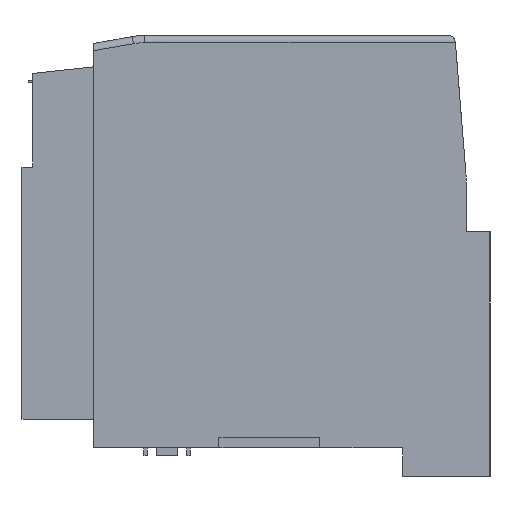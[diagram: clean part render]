
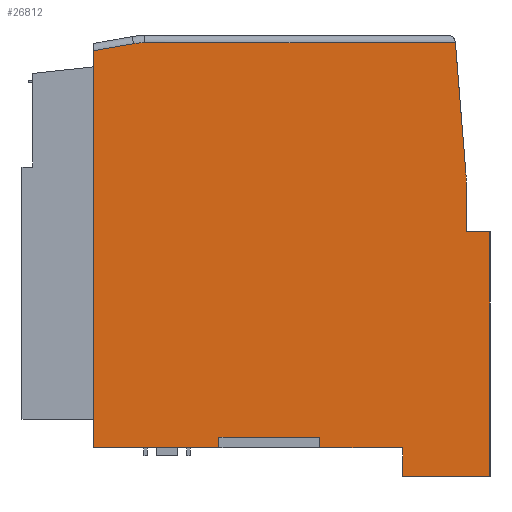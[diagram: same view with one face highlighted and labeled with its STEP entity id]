
A CAD part, left-side view. The second image highlights one B-rep face of the part: STEP entity #26812.
In plain terms, the highlighted planar face has unit normal (-1, 0, 0).
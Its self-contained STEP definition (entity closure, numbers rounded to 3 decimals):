
#343 = VECTOR ( 'NONE', #28818, 1000. ) ;
#349 = VERTEX_POINT ( 'NONE', #9190 ) ;
#485 = ORIENTED_EDGE ( 'NONE', *, *, #25285, .T. ) ;
#503 = DIRECTION ( 'NONE',  ( 0., 0., -1. ) ) ;
#840 = VECTOR ( 'NONE', #12140, 1000. ) ;
#1718 = VERTEX_POINT ( 'NONE', #22311 ) ;
#1940 = EDGE_CURVE ( 'NONE', #1718, #7712, #14831, .T. ) ;
#2077 = VECTOR ( 'NONE', #2702, 1000. ) ;
#2151 = VECTOR ( 'NONE', #11640, 1000. ) ;
#2569 = CARTESIAN_POINT ( 'NONE',  ( -44.35, 8.45, 1.5 ) ) ;
#2702 = DIRECTION ( 'NONE',  ( 0., 0., -1. ) ) ;
#2798 = ORIENTED_EDGE ( 'NONE', *, *, #18504, .F. ) ;
#2934 = CARTESIAN_POINT ( 'NONE',  ( -44.35, -17.09, -4. ) ) ;
#3215 = ORIENTED_EDGE ( 'NONE', *, *, #29446, .F. ) ;
#4170 = LINE ( 'NONE', #4401, #7560 ) ;
#4291 = VECTOR ( 'NONE', #19600, 1000. ) ;
#4401 = CARTESIAN_POINT ( 'NONE',  ( -44.35, -24.35, 57.35 ) ) ;
#5105 = VERTEX_POINT ( 'NONE', #24750 ) ;
#5125 = VERTEX_POINT ( 'NONE', #15259 ) ;
#7474 = ORIENTED_EDGE ( 'NONE', *, *, #17673, .F. ) ;
#7489 = CARTESIAN_POINT ( 'NONE',  ( -44.35, 25.95, 57.35 ) ) ;
#7496 = CARTESIAN_POINT ( 'NONE',  ( -44.35, 25.95, 0. ) ) ;
#7560 = VECTOR ( 'NONE', #25921, 1000. ) ;
#7632 = CARTESIAN_POINT ( 'NONE',  ( -44.35, -5.55, 1.5 ) ) ;
#7654 = CARTESIAN_POINT ( 'NONE',  ( -44.35, -25.95, 0. ) ) ;
#7712 = VERTEX_POINT ( 'NONE', #15648 ) ;
#7922 = DIRECTION ( 'NONE',  ( 0., 1., 0. ) ) ;
#8758 = DIRECTION ( 'NONE',  ( 1., 0., 0. ) ) ;
#8884 = EDGE_CURVE ( 'NONE', #26616, #20792, #17456, .T. ) ;
#9190 = CARTESIAN_POINT ( 'NONE',  ( -44.35, 8.45, 0. ) ) ;
#9277 = CARTESIAN_POINT ( 'NONE',  ( -44.35, -17.09, 0. ) ) ;
#9279 = CARTESIAN_POINT ( 'NONE',  ( -44.35, -25.95, 0. ) ) ;
#9716 = CARTESIAN_POINT ( 'NONE',  ( -44.35, -29.25, 30.05 ) ) ;
#9773 = EDGE_CURVE ( 'NONE', #5125, #25441, #21094, .T. ) ;
#9973 = ORIENTED_EDGE ( 'NONE', *, *, #8884, .T. ) ;
#10043 = EDGE_CURVE ( 'NONE', #29337, #1718, #11719, .T. ) ;
#10202 = ORIENTED_EDGE ( 'NONE', *, *, #14150, .T. ) ;
#10429 = LINE ( 'NONE', #9279, #16754 ) ;
#10653 = LINE ( 'NONE', #2934, #4291 ) ;
#10940 = EDGE_CURVE ( 'NONE', #14723, #14929, #25450, .T. ) ;
#10990 = CARTESIAN_POINT ( 'NONE',  ( -44.35, -5.95, 36.791 ) ) ;
#11640 = DIRECTION ( 'NONE',  ( 0., 1., 0. ) ) ;
#11719 = LINE ( 'NONE', #17424, #24427 ) ;
#12140 = DIRECTION ( 'NONE',  ( 0., 0., -1. ) ) ;
#12345 = ORIENTED_EDGE ( 'NONE', *, *, #13114, .T. ) ;
#12764 = VECTOR ( 'NONE', #14978, 1000. ) ;
#12820 = CARTESIAN_POINT ( 'NONE',  ( -44.35, 0., 1.5 ) ) ;
#12988 = VECTOR ( 'NONE', #29967, 1000. ) ;
#13063 = LINE ( 'NONE', #12820, #25760 ) ;
#13114 = EDGE_CURVE ( 'NONE', #13177, #16205, #16438, .T. ) ;
#13177 = VERTEX_POINT ( 'NONE', #24481 ) ;
#13390 = DIRECTION ( 'NONE',  ( 0., 0., -1. ) ) ;
#13729 = EDGE_CURVE ( 'NONE', #25441, #349, #15304, .T. ) ;
#14150 = EDGE_CURVE ( 'NONE', #17789, #5125, #20101, .T. ) ;
#14169 = ORIENTED_EDGE ( 'NONE', *, *, #10940, .F. ) ;
#14508 = DIRECTION ( 'NONE',  ( 0., 1., 0. ) ) ;
#14621 = VERTEX_POINT ( 'NONE', #9277 ) ;
#14723 = VERTEX_POINT ( 'NONE', #21470 ) ;
#14767 = DIRECTION ( 'NONE',  ( -1., 0., 0. ) ) ;
#14831 = LINE ( 'NONE', #21028, #2151 ) ;
#14929 = VERTEX_POINT ( 'NONE', #27314 ) ;
#14955 = FACE_OUTER_BOUND ( 'NONE', #22236, .T. ) ;
#14978 = DIRECTION ( 'NONE',  ( 0., 0., -1. ) ) ;
#15216 = ORIENTED_EDGE ( 'NONE', *, *, #29939, .T. ) ;
#15259 = CARTESIAN_POINT ( 'NONE',  ( -44.35, 25.95, 55.235 ) ) ;
#15304 = LINE ( 'NONE', #7654, #27267 ) ;
#15648 = CARTESIAN_POINT ( 'NONE',  ( -44.35, -17.09, -4. ) ) ;
#15680 = CARTESIAN_POINT ( 'NONE',  ( -44.35, -5.55, 1.5 ) ) ;
#15716 = VECTOR ( 'NONE', #19571, 1000. ) ;
#16205 = VERTEX_POINT ( 'NONE', #25370 ) ;
#16438 = LINE ( 'NONE', #17163, #15716 ) ;
#16754 = VECTOR ( 'NONE', #21044, 1000. ) ;
#16885 = CARTESIAN_POINT ( 'NONE',  ( -44.35, -24.773, 64.091 ) ) ;
#17163 = CARTESIAN_POINT ( 'NONE',  ( -44.35, -25.95, 56.35 ) ) ;
#17310 = ORIENTED_EDGE ( 'NONE', *, *, #23613, .T. ) ;
#17424 = CARTESIAN_POINT ( 'NONE',  ( -44.35, -29.25, 30.05 ) ) ;
#17456 = LINE ( 'NONE', #15680, #12988 ) ;
#17522 = AXIS2_PLACEMENT_3D ( 'NONE', #10990, #27715, #13390 ) ;
#17673 = EDGE_CURVE ( 'NONE', #7712, #14621, #10653, .T. ) ;
#17787 = ORIENTED_EDGE ( 'NONE', *, *, #24594, .T. ) ;
#17789 = VERTEX_POINT ( 'NONE', #20131 ) ;
#18504 = EDGE_CURVE ( 'NONE', #13177, #5105, #4170, .T. ) ;
#18602 = EDGE_CURVE ( 'NONE', #22970, #349, #26206, .T. ) ;
#18826 = VECTOR ( 'NONE', #14508, 1000. ) ;
#19171 = CARTESIAN_POINT ( 'NONE',  ( -44.35, -5.55, 0. ) ) ;
#19571 = DIRECTION ( 'NONE',  ( 0., 1., 0. ) ) ;
#19600 = DIRECTION ( 'NONE',  ( 0., 0., 1. ) ) ;
#19633 = DIRECTION ( 'NONE',  ( 0., 0., -1. ) ) ;
#20031 = ORIENTED_EDGE ( 'NONE', *, *, #9773, .T. ) ;
#20101 = LINE ( 'NONE', #16885, #343 ) ;
#20131 = CARTESIAN_POINT ( 'NONE',  ( -44.35, 20.332, 56.216 ) ) ;
#20325 = ORIENTED_EDGE ( 'NONE', *, *, #10043, .F. ) ;
#20451 = PLANE ( 'NONE',  #25169 ) ;
#20792 = VERTEX_POINT ( 'NONE', #19171 ) ;
#20801 = CARTESIAN_POINT ( 'NONE',  ( -44.35, 8.45, 1.5 ) ) ;
#21028 = CARTESIAN_POINT ( 'NONE',  ( -44.35, -17.09, -4. ) ) ;
#21044 = DIRECTION ( 'NONE',  ( 0., -1., 0. ) ) ;
#21094 = LINE ( 'NONE', #7489, #2077 ) ;
#21273 = ORIENTED_EDGE ( 'NONE', *, *, #13729, .T. ) ;
#21470 = CARTESIAN_POINT ( 'NONE',  ( -44.35, -25.95, 36.791 ) ) ;
#21951 = DIRECTION ( 'NONE',  ( 0., -1., 0. ) ) ;
#22110 = CIRCLE ( 'NONE', #17522, 20. ) ;
#22236 = EDGE_LOOP ( 'NONE', ( #2798, #12345, #15216, #10202, #20031, #21273, #24904, #3215, #9973, #485, #7474, #29267, #20325, #17310, #14169, #17787 ) ) ;
#22311 = CARTESIAN_POINT ( 'NONE',  ( -44.35, -29.25, -4. ) ) ;
#22970 = VERTEX_POINT ( 'NONE', #20801 ) ;
#23020 = CARTESIAN_POINT ( 'NONE',  ( -44.35, -25.95, 57.35 ) ) ;
#23613 = EDGE_CURVE ( 'NONE', #29337, #14929, #25185, .T. ) ;
#23980 = CARTESIAN_POINT ( 'NONE',  ( -44.35, -29.25, 30.05 ) ) ;
#24427 = VECTOR ( 'NONE', #19633, 1000. ) ;
#24481 = CARTESIAN_POINT ( 'NONE',  ( -44.35, -24.431, 56.35 ) ) ;
#24594 = EDGE_CURVE ( 'NONE', #14723, #5105, #22110, .T. ) ;
#24750 = CARTESIAN_POINT ( 'NONE',  ( -44.35, -25.885, 38.406 ) ) ;
#24904 = ORIENTED_EDGE ( 'NONE', *, *, #18602, .F. ) ;
#25169 = AXIS2_PLACEMENT_3D ( 'NONE', #23020, #8758, #25452 ) ;
#25185 = LINE ( 'NONE', #9716, #18826 ) ;
#25285 = EDGE_CURVE ( 'NONE', #20792, #14621, #10429, .T. ) ;
#25370 = CARTESIAN_POINT ( 'NONE',  ( -44.35, 18.784, 56.35 ) ) ;
#25441 = VERTEX_POINT ( 'NONE', #7496 ) ;
#25450 = LINE ( 'NONE', #26782, #12764 ) ;
#25452 = DIRECTION ( 'NONE',  ( 0., 0., -1. ) ) ;
#25760 = VECTOR ( 'NONE', #7922, 1000. ) ;
#25921 = DIRECTION ( 'NONE',  ( 0., -0.081, -0.997 ) ) ;
#26206 = LINE ( 'NONE', #2569, #840 ) ;
#26616 = VERTEX_POINT ( 'NONE', #7632 ) ;
#26782 = CARTESIAN_POINT ( 'NONE',  ( -44.35, -25.95, 57.35 ) ) ;
#26812 = ADVANCED_FACE ( 'NONE', ( #14955 ), #20451, .F. ) ;
#27267 = VECTOR ( 'NONE', #21951, 1000. ) ;
#27314 = CARTESIAN_POINT ( 'NONE',  ( -44.35, -25.95, 30.05 ) ) ;
#27715 = DIRECTION ( 'NONE',  ( -1., 0., 0. ) ) ;
#28818 = DIRECTION ( 'NONE',  ( 0., 0.985, -0.172 ) ) ;
#29067 = CARTESIAN_POINT ( 'NONE',  ( -44.35, 18.784, 47.35 ) ) ;
#29267 = ORIENTED_EDGE ( 'NONE', *, *, #1940, .F. ) ;
#29337 = VERTEX_POINT ( 'NONE', #23980 ) ;
#29446 = EDGE_CURVE ( 'NONE', #26616, #22970, #13063, .T. ) ;
#29939 = EDGE_CURVE ( 'NONE', #16205, #17789, #30543, .T. ) ;
#29967 = DIRECTION ( 'NONE',  ( 0., 0., -1. ) ) ;
#30543 = CIRCLE ( 'NONE', #30698, 9. ) ;
#30698 = AXIS2_PLACEMENT_3D ( 'NONE', #29067, #14767, #503 ) ;
